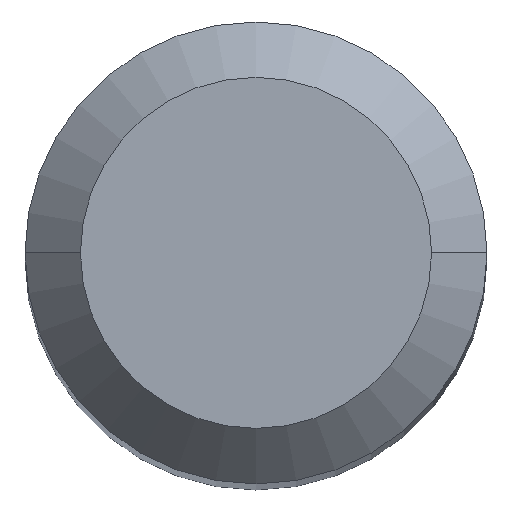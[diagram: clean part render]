
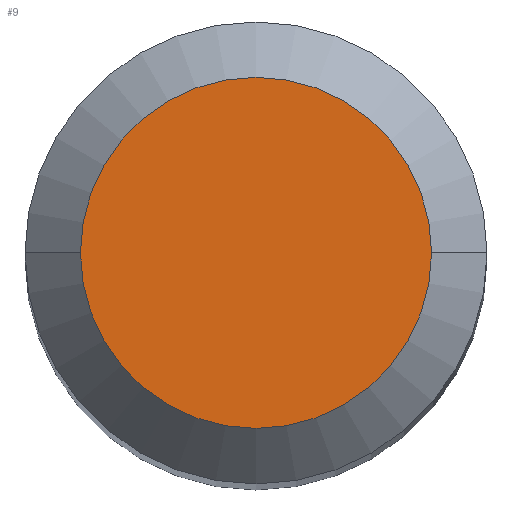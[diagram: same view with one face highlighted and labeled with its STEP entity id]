
A CAD part, top view. The second image highlights one B-rep face of the part: STEP entity #9.
In plain terms, the highlighted planar face has unit normal (0, 0, 1).
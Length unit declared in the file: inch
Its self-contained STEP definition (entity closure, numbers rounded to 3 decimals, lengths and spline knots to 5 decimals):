
#9 = ADVANCED_FACE ( 'NONE', ( #354 ), #442, .F. ) ;
#39 = CIRCLE ( 'NONE', #393, 0.0475 ) ;
#92 = ORIENTED_EDGE ( 'NONE', *, *, #456, .T. ) ;
#114 = DIRECTION ( 'NONE',  ( 0., 0., 1. ) ) ;
#120 = CARTESIAN_POINT ( 'NONE',  ( 0.0475, 0., 0. ) ) ;
#150 = DIRECTION ( 'NONE',  ( 1., 0., 0. ) ) ;
#168 = VERTEX_POINT ( 'NONE', #359 ) ;
#187 = AXIS2_PLACEMENT_3D ( 'NONE', #294, #435, #333 ) ;
#198 = DIRECTION ( 'NONE',  ( -1., 0., 0. ) ) ;
#206 = CIRCLE ( 'NONE', #187, 0.0475 ) ;
#225 = EDGE_LOOP ( 'NONE', ( #232, #92 ) ) ;
#232 = ORIENTED_EDGE ( 'NONE', *, *, #455, .T. ) ;
#241 = CARTESIAN_POINT ( 'NONE',  ( 0., 0.0475, 0. ) ) ;
#294 = CARTESIAN_POINT ( 'NONE',  ( 0., 0., 0. ) ) ;
#331 = CARTESIAN_POINT ( 'NONE',  ( 0., 0., 0. ) ) ;
#333 = DIRECTION ( 'NONE',  ( 1., 0., 0. ) ) ;
#354 = FACE_OUTER_BOUND ( 'NONE', #225, .T. ) ;
#359 = CARTESIAN_POINT ( 'NONE',  ( -0.0475, 0., 0. ) ) ;
#386 = VERTEX_POINT ( 'NONE', #120 ) ;
#393 = AXIS2_PLACEMENT_3D ( 'NONE', #331, #114, #150 ) ;
#409 = AXIS2_PLACEMENT_3D ( 'NONE', #241, #452, #198 ) ;
#435 = DIRECTION ( 'NONE',  ( 0., 0., 1. ) ) ;
#442 = PLANE ( 'NONE',  #409 ) ;
#452 = DIRECTION ( 'NONE',  ( 0., 0., -1. ) ) ;
#455 = EDGE_CURVE ( 'NONE', #168, #386, #39, .T. ) ;
#456 = EDGE_CURVE ( 'NONE', #386, #168, #206, .T. ) ;
